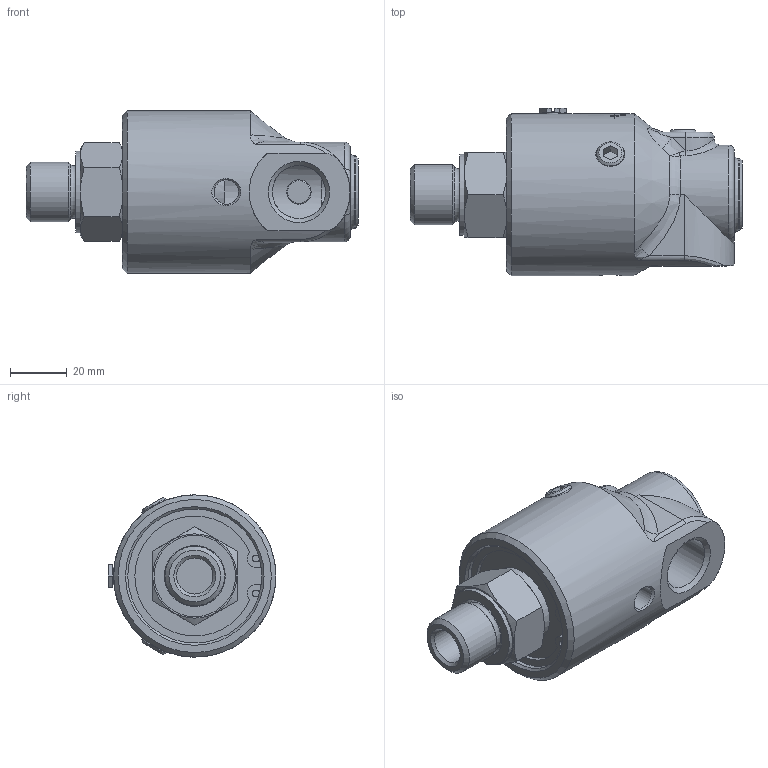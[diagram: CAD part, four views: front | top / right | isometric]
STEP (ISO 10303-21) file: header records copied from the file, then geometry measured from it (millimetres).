
FILE_DESCRIPTION(/* description */ (''),/* implementation_level */ '2;1');
FILE_NAME(/* name */ '157-083-125-IC.stp',/* time_stamp */ '2018-09-17T15:47:37-05:00',/* author */ ('nreyna'),/* organization */ (''),/* preprocessor_version */ 'ST-DEVELOPER v17',/* originating_system */ 'Autodesk Inventor 2018',/* authorisation */ '');
FILE_SCHEMA (('AUTOMOTIVE_DESIGN { 1 0 10303 214 3 1 1 }'));
Products named in the file (1): 157-083-125-IC
Bounding box: 116.63 x 58.95 x 57 mm (x, y, z)
Volume: 151433.5 mm3; surface area: 29916.9 mm2
Topology: 1 solids, 1 shells, 455 faces, 1218 edges, 811 vertices
Faces by surface type: bspline 196, plane 157, cylinder 65, cone 31, torus 6
Full cylindrical faces by diameter (mm): 2.362 x2, 6.325 x1, 8.566 x4, 12.7 x1, 13.889 x1, 18.631 x1, 20.955 x1, 21.4 x1, 24.89 x1, 25.4 x1, 27.9 x1, 28.6 x1, 47.07 x1, 57 x1
Entity records: 53128 total; most frequent: CARTESIAN_POINT 42875, ORIENTED_EDGE 2428, DIRECTION 1448, EDGE_CURVE 1214, VERTEX_POINT 811, EDGE_LOOP 509, B_SPLINE_CURVE_WITH_KNOTS 500, AXIS2_PLACEMENT_3D 490
